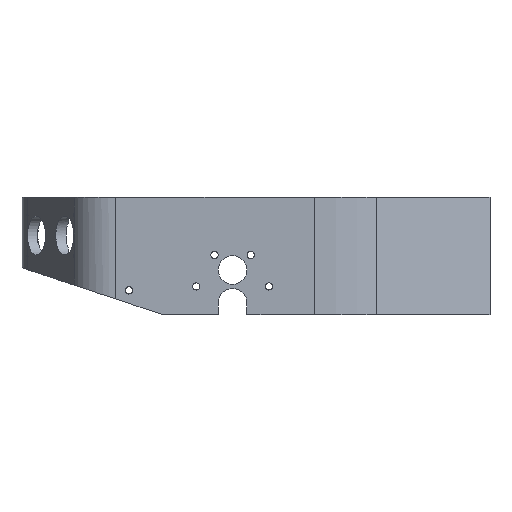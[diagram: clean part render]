
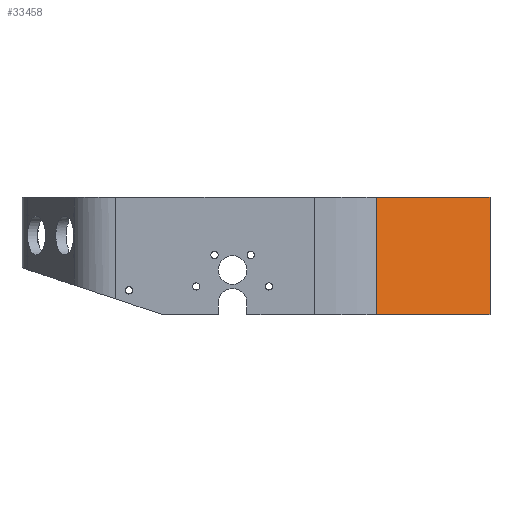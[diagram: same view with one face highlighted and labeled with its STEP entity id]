
A CAD part, left-side view. The second image highlights one B-rep face of the part: STEP entity #33458.
In plain terms, the highlighted planar face has unit normal (-0.897, -0.441, 0).
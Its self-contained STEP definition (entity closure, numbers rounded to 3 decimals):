
#13275 = PLANE('',#13276);
#13276 = AXIS2_PLACEMENT_3D('',#13277,#13278,#13279);
#13277 = CARTESIAN_POINT('',(-50.441,5.858,55.));
#13278 = DIRECTION('',(0.,0.,1.));
#13279 = DIRECTION('',(1.,0.,0.));
#21785 = VERTEX_POINT('',#21786);
#21786 = CARTESIAN_POINT('',(-93.851,-51.46,55.));
#21801 = CYLINDRICAL_SURFACE('',#21802,60.);
#21802 = AXIS2_PLACEMENT_3D('',#21803,#21804,#21805);
#21803 = CARTESIAN_POINT('',(-40.,-25.,5.));
#21804 = DIRECTION('',(-0.,-0.,-1.));
#21805 = DIRECTION('',(1.,0.,0.));
#21813 = EDGE_CURVE('',#21785,#21814,#21816,.T.);
#21814 = VERTEX_POINT('',#21815);
#21815 = CARTESIAN_POINT('',(-70.,-100.,55.));
#21816 = SURFACE_CURVE('',#21817,(#21821,#21828),.PCURVE_S1.);
#21817 = LINE('',#21818,#21819);
#21818 = CARTESIAN_POINT('',(-93.851,-51.46,55.));
#21819 = VECTOR('',#21820,1.);
#21820 = DIRECTION('',(0.441,-0.898,0.));
#21821 = PCURVE('',#13275,#21822);
#21822 = DEFINITIONAL_REPRESENTATION('',(#21823),#21827);
#21823 = LINE('',#21824,#21825);
#21824 = CARTESIAN_POINT('',(-43.409,-57.318));
#21825 = VECTOR('',#21826,1.);
#21826 = DIRECTION('',(0.441,-0.898));
#21827 = ( GEOMETRIC_REPRESENTATION_CONTEXT(2) 
PARAMETRIC_REPRESENTATION_CONTEXT() REPRESENTATION_CONTEXT('2D SPACE',''
  ) );
#21828 = PCURVE('',#21829,#21834);
#21829 = PLANE('',#21830);
#21830 = AXIS2_PLACEMENT_3D('',#21831,#21832,#21833);
#21831 = CARTESIAN_POINT('',(-93.851,-51.46,5.));
#21832 = DIRECTION('',(0.898,0.441,0.));
#21833 = DIRECTION('',(0.441,-0.898,0.));
#21834 = DEFINITIONAL_REPRESENTATION('',(#21835),#21839);
#21835 = LINE('',#21836,#21837);
#21836 = CARTESIAN_POINT('',(0.,-50.));
#21837 = VECTOR('',#21838,1.);
#21838 = DIRECTION('',(1.,0.));
#21839 = ( GEOMETRIC_REPRESENTATION_CONTEXT(2) 
PARAMETRIC_REPRESENTATION_CONTEXT() REPRESENTATION_CONTEXT('2D SPACE',''
  ) );
#21857 = PLANE('',#21858);
#21858 = AXIS2_PLACEMENT_3D('',#21859,#21860,#21861);
#21859 = CARTESIAN_POINT('',(-70.,-100.,5.));
#21860 = DIRECTION('',(0.,1.,0.));
#21861 = DIRECTION('',(1.,0.,0.));
#31891 = PLANE('',#31892);
#31892 = AXIS2_PLACEMENT_3D('',#31893,#31894,#31895);
#31893 = CARTESIAN_POINT('',(-50.441,5.858,5.));
#31894 = DIRECTION('',(0.,0.,1.));
#31895 = DIRECTION('',(1.,0.,0.));
#33281 = EDGE_CURVE('',#33282,#21814,#33284,.T.);
#33282 = VERTEX_POINT('',#33283);
#33283 = CARTESIAN_POINT('',(-70.,-100.,5.));
#33284 = SURFACE_CURVE('',#33285,(#33289,#33296),.PCURVE_S1.);
#33285 = LINE('',#33286,#33287);
#33286 = CARTESIAN_POINT('',(-70.,-100.,5.));
#33287 = VECTOR('',#33288,1.);
#33288 = DIRECTION('',(0.,0.,1.));
#33289 = PCURVE('',#21857,#33290);
#33290 = DEFINITIONAL_REPRESENTATION('',(#33291),#33295);
#33291 = LINE('',#33292,#33293);
#33292 = CARTESIAN_POINT('',(0.,0.));
#33293 = VECTOR('',#33294,1.);
#33294 = DIRECTION('',(0.,-1.));
#33295 = ( GEOMETRIC_REPRESENTATION_CONTEXT(2) 
PARAMETRIC_REPRESENTATION_CONTEXT() REPRESENTATION_CONTEXT('2D SPACE',''
  ) );
#33296 = PCURVE('',#21829,#33297);
#33297 = DEFINITIONAL_REPRESENTATION('',(#33298),#33302);
#33298 = LINE('',#33299,#33300);
#33299 = CARTESIAN_POINT('',(54.083,0.));
#33300 = VECTOR('',#33301,1.);
#33301 = DIRECTION('',(0.,-1.));
#33302 = ( GEOMETRIC_REPRESENTATION_CONTEXT(2) 
PARAMETRIC_REPRESENTATION_CONTEXT() REPRESENTATION_CONTEXT('2D SPACE',''
  ) );
#33458 = ADVANCED_FACE('',(#33459),#21829,.F.);
#33459 = FACE_BOUND('',#33460,.F.);
#33460 = EDGE_LOOP('',(#33461,#33484,#33485,#33486));
#33461 = ORIENTED_EDGE('',*,*,#33462,.T.);
#33462 = EDGE_CURVE('',#33463,#21785,#33465,.T.);
#33463 = VERTEX_POINT('',#33464);
#33464 = CARTESIAN_POINT('',(-93.851,-51.46,5.));
#33465 = SURFACE_CURVE('',#33466,(#33470,#33477),.PCURVE_S1.);
#33466 = LINE('',#33467,#33468);
#33467 = CARTESIAN_POINT('',(-93.851,-51.46,5.));
#33468 = VECTOR('',#33469,1.);
#33469 = DIRECTION('',(0.,0.,1.));
#33470 = PCURVE('',#21829,#33471);
#33471 = DEFINITIONAL_REPRESENTATION('',(#33472),#33476);
#33472 = LINE('',#33473,#33474);
#33473 = CARTESIAN_POINT('',(0.,0.));
#33474 = VECTOR('',#33475,1.);
#33475 = DIRECTION('',(0.,-1.));
#33476 = ( GEOMETRIC_REPRESENTATION_CONTEXT(2) 
PARAMETRIC_REPRESENTATION_CONTEXT() REPRESENTATION_CONTEXT('2D SPACE',''
  ) );
#33477 = PCURVE('',#21801,#33478);
#33478 = DEFINITIONAL_REPRESENTATION('',(#33479),#33483);
#33479 = LINE('',#33480,#33481);
#33480 = CARTESIAN_POINT('',(-3.598,0.));
#33481 = VECTOR('',#33482,1.);
#33482 = DIRECTION('',(-0.,-1.));
#33483 = ( GEOMETRIC_REPRESENTATION_CONTEXT(2) 
PARAMETRIC_REPRESENTATION_CONTEXT() REPRESENTATION_CONTEXT('2D SPACE',''
  ) );
#33484 = ORIENTED_EDGE('',*,*,#21813,.T.);
#33485 = ORIENTED_EDGE('',*,*,#33281,.F.);
#33486 = ORIENTED_EDGE('',*,*,#33487,.F.);
#33487 = EDGE_CURVE('',#33463,#33282,#33488,.T.);
#33488 = SURFACE_CURVE('',#33489,(#33493,#33500),.PCURVE_S1.);
#33489 = LINE('',#33490,#33491);
#33490 = CARTESIAN_POINT('',(-93.851,-51.46,5.));
#33491 = VECTOR('',#33492,1.);
#33492 = DIRECTION('',(0.441,-0.898,0.));
#33493 = PCURVE('',#21829,#33494);
#33494 = DEFINITIONAL_REPRESENTATION('',(#33495),#33499);
#33495 = LINE('',#33496,#33497);
#33496 = CARTESIAN_POINT('',(0.,0.));
#33497 = VECTOR('',#33498,1.);
#33498 = DIRECTION('',(1.,0.));
#33499 = ( GEOMETRIC_REPRESENTATION_CONTEXT(2) 
PARAMETRIC_REPRESENTATION_CONTEXT() REPRESENTATION_CONTEXT('2D SPACE',''
  ) );
#33500 = PCURVE('',#31891,#33501);
#33501 = DEFINITIONAL_REPRESENTATION('',(#33502),#33506);
#33502 = LINE('',#33503,#33504);
#33503 = CARTESIAN_POINT('',(-43.409,-57.318));
#33504 = VECTOR('',#33505,1.);
#33505 = DIRECTION('',(0.441,-0.898));
#33506 = ( GEOMETRIC_REPRESENTATION_CONTEXT(2) 
PARAMETRIC_REPRESENTATION_CONTEXT() REPRESENTATION_CONTEXT('2D SPACE',''
  ) );
